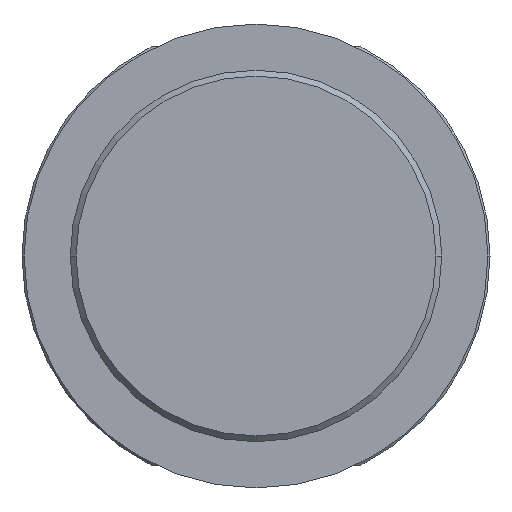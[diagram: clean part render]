
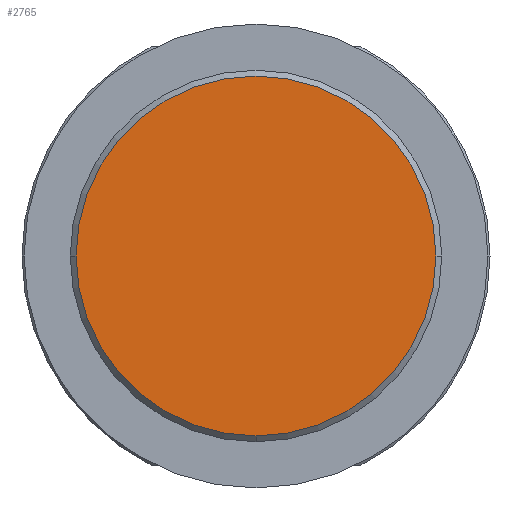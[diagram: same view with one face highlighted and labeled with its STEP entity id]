
A CAD part, left-side view. The second image highlights one B-rep face of the part: STEP entity #2765.
In plain terms, the highlighted planar face has unit normal (-1, 0, 0).
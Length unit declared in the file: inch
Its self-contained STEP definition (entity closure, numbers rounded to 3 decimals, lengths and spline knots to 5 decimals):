
#37 = EDGE_CURVE ( 'NONE', #1437, #2818, #2603, .T. ) ;
#196 = EDGE_CURVE ( 'NONE', #2714, #1437, #3263, .T. ) ;
#229 = ORIENTED_EDGE ( 'NONE', *, *, #37, .T. ) ;
#420 = CARTESIAN_POINT ( 'NONE',  ( 0., 0., 0. ) ) ;
#606 = DIRECTION ( 'NONE',  ( 0., 1., 0. ) ) ;
#617 = DIRECTION ( 'NONE',  ( 1., 0., 0. ) ) ;
#635 = CARTESIAN_POINT ( 'NONE',  ( 0., -0.24213, 0. ) ) ;
#723 = EDGE_LOOP ( 'NONE', ( #1622, #765, #229 ) ) ;
#765 = ORIENTED_EDGE ( 'NONE', *, *, #196, .T. ) ;
#855 = DIRECTION ( 'NONE',  ( 0., 1., 0. ) ) ;
#907 = PLANE ( 'NONE',  #2768 ) ;
#1065 = CARTESIAN_POINT ( 'NONE',  ( 0., 0., -0.24213 ) ) ;
#1204 = DIRECTION ( 'NONE',  ( -1., 0., 0. ) ) ;
#1256 = DIRECTION ( 'NONE',  ( 0., 1., 0. ) ) ;
#1437 = VERTEX_POINT ( 'NONE', #1065 ) ;
#1480 = CARTESIAN_POINT ( 'NONE',  ( 0., 0., 0. ) ) ;
#1622 = ORIENTED_EDGE ( 'NONE', *, *, #3233, .T. ) ;
#1755 = CIRCLE ( 'NONE', #2707, 0.24213 ) ;
#2002 = DIRECTION ( 'NONE',  ( -1., 0., 0. ) ) ;
#2340 = AXIS2_PLACEMENT_3D ( 'NONE', #2350, #2863, #606 ) ;
#2350 = CARTESIAN_POINT ( 'NONE',  ( 0., 0., 0. ) ) ;
#2412 = CARTESIAN_POINT ( 'NONE',  ( 0., 0.24213, 0. ) ) ;
#2475 = DIRECTION ( 'NONE',  ( 0., -1., 0. ) ) ;
#2603 = CIRCLE ( 'NONE', #2340, 0.24213 ) ;
#2707 = AXIS2_PLACEMENT_3D ( 'NONE', #1480, #1204, #2475 ) ;
#2714 = VERTEX_POINT ( 'NONE', #2412 ) ;
#2765 = ADVANCED_FACE ( 'NONE', ( #3195 ), #907, .F. ) ;
#2768 = AXIS2_PLACEMENT_3D ( 'NONE', #2940, #617, #855 ) ;
#2818 = VERTEX_POINT ( 'NONE', #635 ) ;
#2863 = DIRECTION ( 'NONE',  ( -1., 0., 0. ) ) ;
#2940 = CARTESIAN_POINT ( 'NONE',  ( 0., 0., 0. ) ) ;
#3046 = AXIS2_PLACEMENT_3D ( 'NONE', #420, #2002, #1256 ) ;
#3195 = FACE_OUTER_BOUND ( 'NONE', #723, .T. ) ;
#3233 = EDGE_CURVE ( 'NONE', #2818, #2714, #1755, .T. ) ;
#3263 = CIRCLE ( 'NONE', #3046, 0.24213 ) ;
